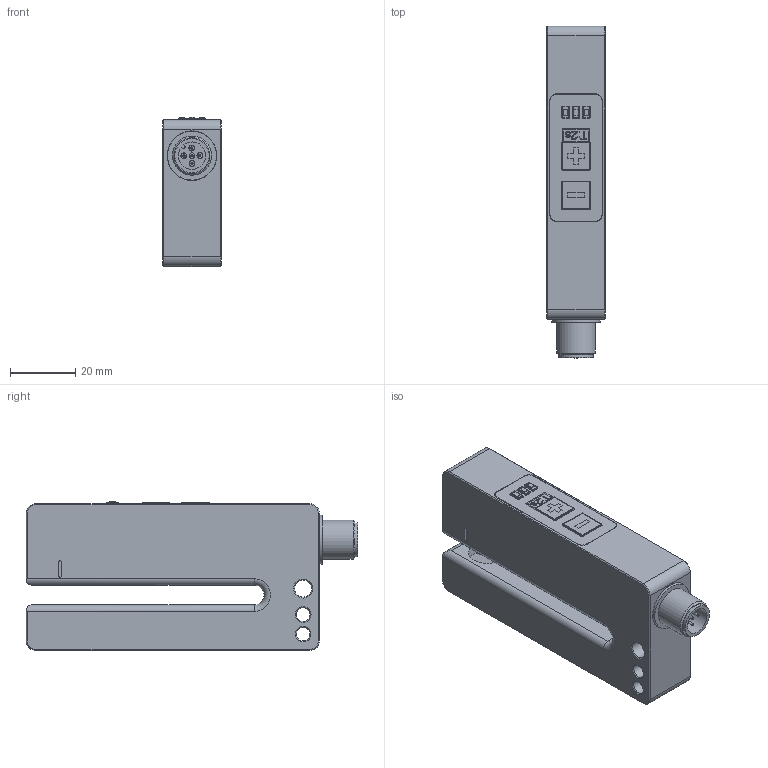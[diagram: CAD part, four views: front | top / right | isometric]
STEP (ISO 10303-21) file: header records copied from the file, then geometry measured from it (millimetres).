
FILE_DESCRIPTION(/* description */ (''),/* implementation_level */ '2;1');
FILE_NAME(/* name */ 'UGUTI6-70-G6-B5.stp',/* time_stamp */ '2017-06-08T06:15:02-07:00',/* author */ ('lcf'),/* organization */ ('di-soric GmbH & Co. KG'),/* preprocessor_version */ 'ST-DEVELOPER v16.5',/* originating_system */ 'Autodesk Inventor 2017',/* authorisation */ '');
FILE_SCHEMA (('AUTOMOTIVE_DESIGN { 1 0 10303 214 3 1 1 }'));
Length unit declared in the file: millimetre
Products named in the file (1): 3D-UGUTI6-70-G6-B5
Bounding box: 18 x 101.8 x 45.7 mm (x, y, z)
Volume: 61959.7 mm3; surface area: 18890.2 mm2
Topology: 10 solids, 18 shells, 583 faces, 1396 edges, 880 vertices
Faces by surface type: plane 314, cylinder 175, bspline 27, sphere 24, torus 22, cone 21
Full cylindrical faces by diameter (mm): 0.7 x5, 1.7 x6, 1.8 x4, 4.134 x1, 4.2 x1, 5.2 x1, 7.85 x1, 8.5 x1, 8.8 x1, 9.45 x1, 9.5 x1, 9.9 x1, 10 x1, 10.5 x1, 11.2 x2, 12 x1, 15 x1, 15.2 x1
Entity records: 17435 total; most frequent: CARTESIAN_POINT 3450, DIRECTION 2751, ORIENTED_EDGE 2650, EDGE_CURVE 1325, AXIS2_PLACEMENT_3D 944, LINE 863, VECTOR 863, VERTEX_POINT 858
